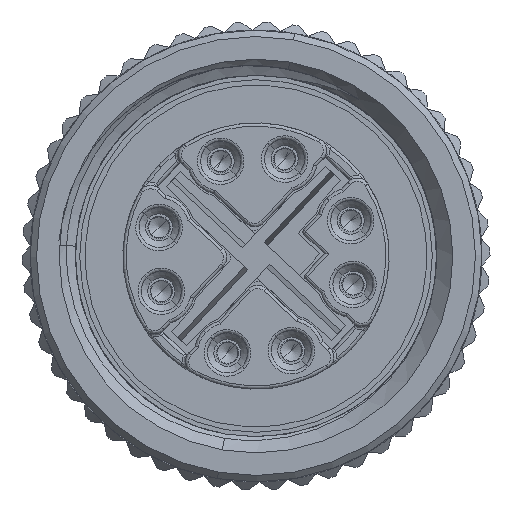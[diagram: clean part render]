
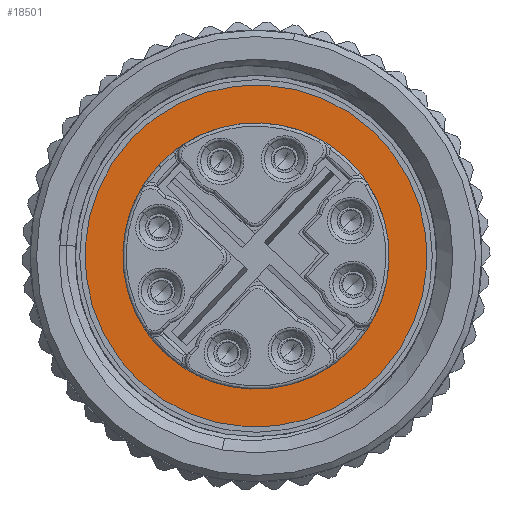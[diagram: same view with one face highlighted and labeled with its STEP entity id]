
A CAD part, left-side view. The second image highlights one B-rep face of the part: STEP entity #18501.
In plain terms, the highlighted planar face has unit normal (-1, 0, 0).
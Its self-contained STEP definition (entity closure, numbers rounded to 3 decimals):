
#6945 = DIRECTION ( 'NONE',  ( -1., 0., 0. ) ) ;
#7217 = CARTESIAN_POINT ( 'NONE',  ( -57.254, -7.138, 81.312 ) ) ;
#9589 = EDGE_CURVE ( 'NONE', #58779, #9678, #82942, .T. ) ;
#9678 = VERTEX_POINT ( 'NONE', #7217 ) ;
#11849 = AXIS2_PLACEMENT_3D ( 'NONE', #57201, #18407, #63772 ) ;
#13354 = PLANE ( 'NONE',  #16146 ) ;
#14922 = CARTESIAN_POINT ( 'NONE',  ( -57.254, -10.156, 78.5 ) ) ;
#14953 = DIRECTION ( 'NONE',  ( 1., 0., 0. ) ) ;
#16146 = AXIS2_PLACEMENT_3D ( 'NONE', #78124, #71858, #32997 ) ;
#18407 = DIRECTION ( 'NONE',  ( 1., 0., 0. ) ) ;
#18501 = ADVANCED_FACE ( 'NONE', ( #52508, #69810 ), #13354, .F. ) ;
#21487 = DIRECTION ( 'NONE',  ( 0., -0.732, -0.682 ) ) ;
#23286 = CARTESIAN_POINT ( 'NONE',  ( -57.254, -14.033, 74.886 ) ) ;
#28106 = EDGE_CURVE ( 'NONE', #9678, #58779, #74737, .T. ) ;
#32997 = DIRECTION ( 'NONE',  ( 0., -0.732, -0.682 ) ) ;
#33391 = EDGE_LOOP ( 'NONE', ( #36114, #53037 ) ) ;
#35128 = CARTESIAN_POINT ( 'NONE',  ( -57.254, -6.279, 82.114 ) ) ;
#35877 = CARTESIAN_POINT ( 'NONE',  ( -57.254, -13.173, 75.688 ) ) ;
#36114 = ORIENTED_EDGE ( 'NONE', *, *, #73413, .F. ) ;
#42132 = CIRCLE ( 'NONE', #11849, 5.3 ) ;
#45875 = CARTESIAN_POINT ( 'NONE',  ( -57.254, -10.156, 78.5 ) ) ;
#49044 = VERTEX_POINT ( 'NONE', #23286 ) ;
#51955 = ORIENTED_EDGE ( 'NONE', *, *, #28106, .F. ) ;
#52415 = DIRECTION ( 'NONE',  ( 0., -0.732, -0.682 ) ) ;
#52508 = FACE_OUTER_BOUND ( 'NONE', #33391, .T. ) ;
#53037 = ORIENTED_EDGE ( 'NONE', *, *, #73099, .F. ) ;
#53804 = CARTESIAN_POINT ( 'NONE',  ( -57.254, -10.156, 78.5 ) ) ;
#57120 = AXIS2_PLACEMENT_3D ( 'NONE', #45875, #6945, #52415 ) ;
#57201 = CARTESIAN_POINT ( 'NONE',  ( -57.254, -10.156, 78.5 ) ) ;
#58779 = VERTEX_POINT ( 'NONE', #35877 ) ;
#59357 = AXIS2_PLACEMENT_3D ( 'NONE', #14922, #60307, #21487 ) ;
#59723 = AXIS2_PLACEMENT_3D ( 'NONE', #53804, #14953, #60342 ) ;
#60307 = DIRECTION ( 'NONE',  ( -1., 0., 0. ) ) ;
#60342 = DIRECTION ( 'NONE',  ( 0., 0.732, 0.682 ) ) ;
#62658 = ORIENTED_EDGE ( 'NONE', *, *, #9589, .F. ) ;
#63772 = DIRECTION ( 'NONE',  ( 0., 0.732, 0.682 ) ) ;
#69810 = FACE_BOUND ( 'NONE', #70663, .T. ) ;
#70003 = VERTEX_POINT ( 'NONE', #35128 ) ;
#70663 = EDGE_LOOP ( 'NONE', ( #62658, #51955 ) ) ;
#71858 = DIRECTION ( 'NONE',  ( 1., 0., 0. ) ) ;
#73099 = EDGE_CURVE ( 'NONE', #49044, #70003, #42132, .T. ) ;
#73413 = EDGE_CURVE ( 'NONE', #70003, #49044, #81780, .T. ) ;
#74737 = CIRCLE ( 'NONE', #59357, 4.125 ) ;
#78124 = CARTESIAN_POINT ( 'NONE',  ( -57.254, -14.033, 74.886 ) ) ;
#81780 = CIRCLE ( 'NONE', #59723, 5.3 ) ;
#82942 = CIRCLE ( 'NONE', #57120, 4.125 ) ;
